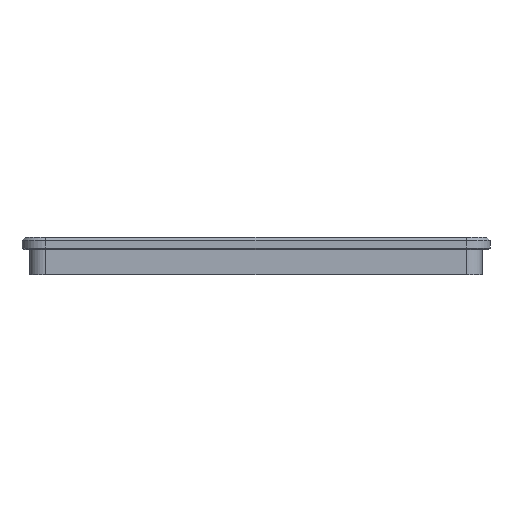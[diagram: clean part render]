
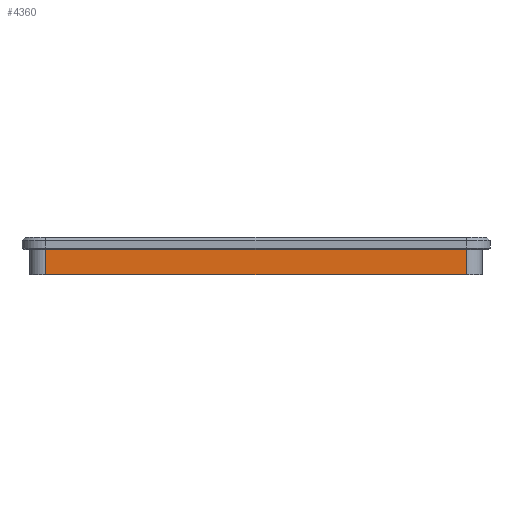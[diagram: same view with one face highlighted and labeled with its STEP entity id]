
A CAD part, front view. The second image highlights one B-rep face of the part: STEP entity #4360.
In plain terms, the highlighted planar face has unit normal (0, -1, 0).
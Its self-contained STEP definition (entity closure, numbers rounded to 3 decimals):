
#726=FACE_OUTER_BOUND('',#1002,.T.);
#1002=EDGE_LOOP('',(#3965,#3966,#3967,#3968));
#1041=LINE('',#6239,#1387);
#1337=LINE('',#9016,#1683);
#1352=LINE('',#9051,#1698);
#1353=LINE('',#9053,#1699);
#1387=VECTOR('',#4957,10.);
#1683=VECTOR('',#6041,10.);
#1698=VECTOR('',#6096,10.);
#1699=VECTOR('',#6099,10.);
#1736=VERTEX_POINT('',#6236);
#1737=VERTEX_POINT('',#6238);
#2082=VERTEX_POINT('',#9002);
#2088=VERTEX_POINT('',#9014);
#2139=EDGE_CURVE('',#1737,#1736,#1041,.T.);
#2701=EDGE_CURVE('',#2082,#2088,#1337,.T.);
#2716=EDGE_CURVE('',#1736,#2082,#1352,.T.);
#2717=EDGE_CURVE('',#1737,#2088,#1353,.T.);
#3965=ORIENTED_EDGE('',*,*,#2717,.F.);
#3966=ORIENTED_EDGE('',*,*,#2139,.T.);
#3967=ORIENTED_EDGE('',*,*,#2716,.T.);
#3968=ORIENTED_EDGE('',*,*,#2701,.T.);
#4113=PLANE('',#4843);
#4360=ADVANCED_FACE('',(#726),#4113,.T.);
#4843=AXIS2_PLACEMENT_3D('',#9052,#6097,#6098);
#4957=DIRECTION('',(1.,0.,0.));
#6041=DIRECTION('',(-1.,0.,0.));
#6096=DIRECTION('',(0.,0.,1.));
#6097=DIRECTION('center_axis',(0.,-1.,0.));
#6098=DIRECTION('ref_axis',(1.,0.,0.));
#6099=DIRECTION('',(0.,0.,1.));
#6236=CARTESIAN_POINT('',(66.8,-72.,47.));
#6238=CARTESIAN_POINT('',(-66.8,-72.,47.));
#6239=CARTESIAN_POINT('',(-66.8,-72.,47.));
#9002=CARTESIAN_POINT('',(66.8,-72.,57.));
#9014=CARTESIAN_POINT('',(-66.8,-72.,57.));
#9016=CARTESIAN_POINT('',(-33.4,-72.,57.));
#9051=CARTESIAN_POINT('',(66.8,-72.,47.));
#9052=CARTESIAN_POINT('Origin',(-66.8,-72.,47.));
#9053=CARTESIAN_POINT('',(-66.8,-72.,47.));
